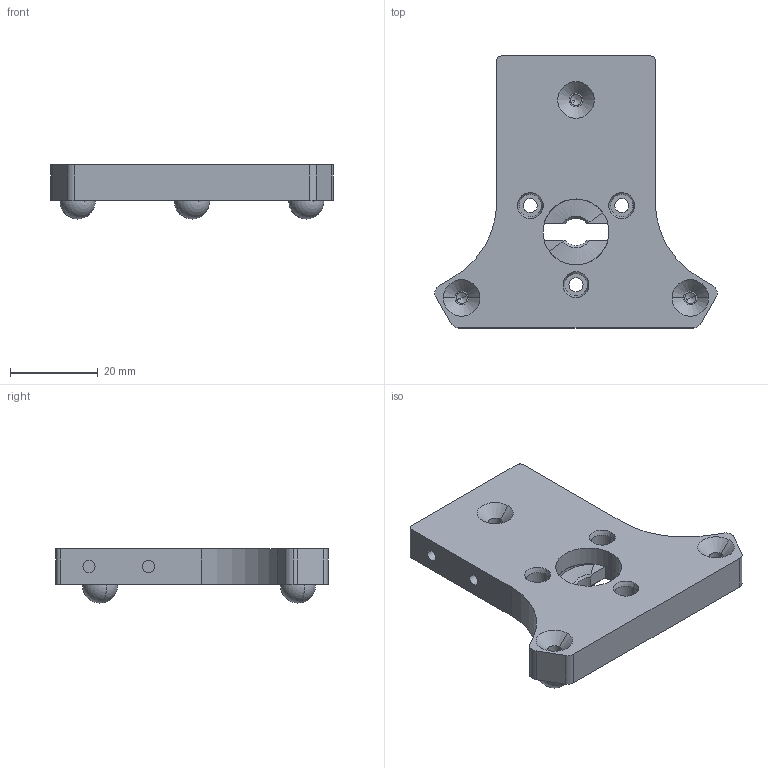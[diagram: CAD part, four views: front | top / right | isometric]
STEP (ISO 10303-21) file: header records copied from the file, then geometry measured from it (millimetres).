
FILE_DESCRIPTION (( 'STEP AP214' ), '1' );
FILE_NAME ('tool_template_assembly.STEP', '2020-08-03T22:32:46', ( '' ), ( '' ), 'SwSTEP 2.0', 'SolidWorks 2019', '' );
FILE_SCHEMA (( 'AUTOMOTIVE_DESIGN' ));
Length unit declared in the file: millimetre
Products named in the file (4): tool_template_assembly; wedge_plate; base_tool_plate; m3_8mm_threaded_ball
Assembly tree (5 placements, depth 2):
  tool_template_assembly
    base_tool_plate
    m3_8mm_threaded_ball  x3
    wedge_plate
Bounding box: 64.16 x 61.83 x 12.3 mm (x, y, z)
Volume: 19166 mm3; surface area: 9682.4 mm2
Topology: 5 solids, 5 shells, 137 faces, 348 edges, 217 vertices
Faces by surface type: cylinder 56, plane 34, cone 29, sphere 12, bspline 6
Entity records: 4979 total; most frequent: CARTESIAN_POINT 1792, DIRECTION 669, ORIENTED_EDGE 606, EDGE_CURVE 303, AXIS2_PLACEMENT_3D 269, VERTEX_POINT 192, EDGE_LOOP 151, CIRCLE 144
